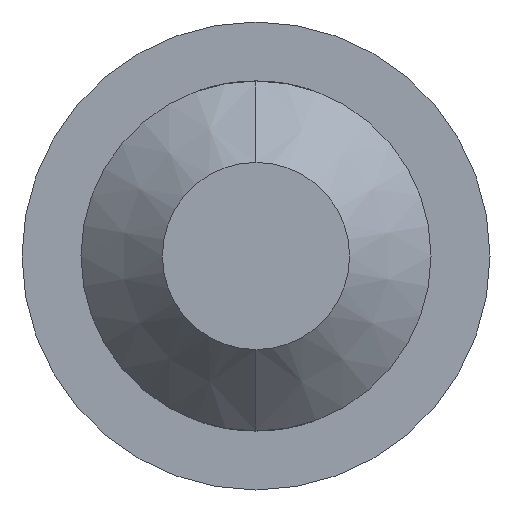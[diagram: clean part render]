
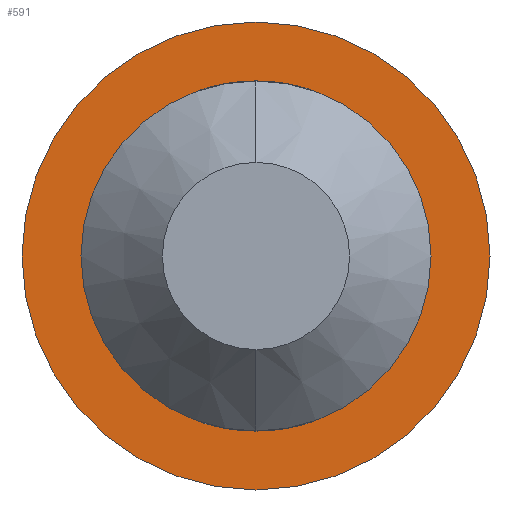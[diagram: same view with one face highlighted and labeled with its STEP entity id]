
A CAD part, left-side view. The second image highlights one B-rep face of the part: STEP entity #591.
In plain terms, the highlighted planar face has unit normal (-1, 0, 0).
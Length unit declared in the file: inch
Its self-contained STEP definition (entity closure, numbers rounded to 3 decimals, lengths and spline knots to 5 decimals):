
#31 = CARTESIAN_POINT ( 'NONE',  ( 3.68898, 0., -0.98425 ) ) ;
#41 = DIRECTION ( 'NONE',  ( 0., 0., 1. ) ) ;
#59 = DIRECTION ( 'NONE',  ( 0., 0., 1. ) ) ;
#65 = EDGE_CURVE ( 'NONE', #212, #376, #339, .T. ) ;
#80 = EDGE_CURVE ( 'NONE', #376, #212, #560, .T. ) ;
#88 = AXIS2_PLACEMENT_3D ( 'NONE', #392, #254, #206 ) ;
#115 = CARTESIAN_POINT ( 'NONE',  ( 3.68898, 0., 0. ) ) ;
#121 = VERTEX_POINT ( 'NONE', #577 ) ;
#147 = CARTESIAN_POINT ( 'NONE',  ( 3.68898, 0., 0. ) ) ;
#153 = AXIS2_PLACEMENT_3D ( 'NONE', #371, #277, #559 ) ;
#154 = CARTESIAN_POINT ( 'NONE',  ( 3.68898, 0., 0.98425 ) ) ;
#156 = FACE_OUTER_BOUND ( 'NONE', #193, .T. ) ;
#167 = CARTESIAN_POINT ( 'NONE',  ( 3.68898, 0., -0.73622 ) ) ;
#178 = ORIENTED_EDGE ( 'NONE', *, *, #65, .T. ) ;
#193 = EDGE_LOOP ( 'NONE', ( #178, #516 ) ) ;
#206 = DIRECTION ( 'NONE',  ( 0., 0., 1. ) ) ;
#212 = VERTEX_POINT ( 'NONE', #154 ) ;
#224 = CARTESIAN_POINT ( 'NONE',  ( 3.68898, -0.98425, 0. ) ) ;
#227 = DIRECTION ( 'NONE',  ( -1., 0., 0. ) ) ;
#250 = EDGE_CURVE ( 'NONE', #284, #121, #533, .T. ) ;
#254 = DIRECTION ( 'NONE',  ( -1., 0., 0. ) ) ;
#277 = DIRECTION ( 'NONE',  ( -1., 0., 0. ) ) ;
#284 = VERTEX_POINT ( 'NONE', #167 ) ;
#295 = ORIENTED_EDGE ( 'NONE', *, *, #506, .F. ) ;
#316 = CIRCLE ( 'NONE', #385, 0.73622 ) ;
#332 = AXIS2_PLACEMENT_3D ( 'NONE', #224, #227, #41 ) ;
#336 = DIRECTION ( 'NONE',  ( -1., 0., 0. ) ) ;
#339 = CIRCLE ( 'NONE', #153, 0.98425 ) ;
#359 = ORIENTED_EDGE ( 'NONE', *, *, #250, .F. ) ;
#371 = CARTESIAN_POINT ( 'NONE',  ( 3.68898, 0., 0. ) ) ;
#376 = VERTEX_POINT ( 'NONE', #31 ) ;
#385 = AXIS2_PLACEMENT_3D ( 'NONE', #147, #544, #454 ) ;
#392 = CARTESIAN_POINT ( 'NONE',  ( 3.68898, 0., 0. ) ) ;
#397 = FACE_BOUND ( 'NONE', #584, .T. ) ;
#407 = AXIS2_PLACEMENT_3D ( 'NONE', #115, #336, #59 ) ;
#454 = DIRECTION ( 'NONE',  ( 0., 0., 1. ) ) ;
#459 = PLANE ( 'NONE',  #332 ) ;
#506 = EDGE_CURVE ( 'NONE', #121, #284, #316, .T. ) ;
#516 = ORIENTED_EDGE ( 'NONE', *, *, #80, .T. ) ;
#533 = CIRCLE ( 'NONE', #88, 0.73622 ) ;
#544 = DIRECTION ( 'NONE',  ( -1., 0., 0. ) ) ;
#559 = DIRECTION ( 'NONE',  ( 0., 0., 1. ) ) ;
#560 = CIRCLE ( 'NONE', #407, 0.98425 ) ;
#577 = CARTESIAN_POINT ( 'NONE',  ( 3.68898, 0., 0.73622 ) ) ;
#584 = EDGE_LOOP ( 'NONE', ( #295, #359 ) ) ;
#591 = ADVANCED_FACE ( 'NONE', ( #156, #397 ), #459, .T. ) ;
